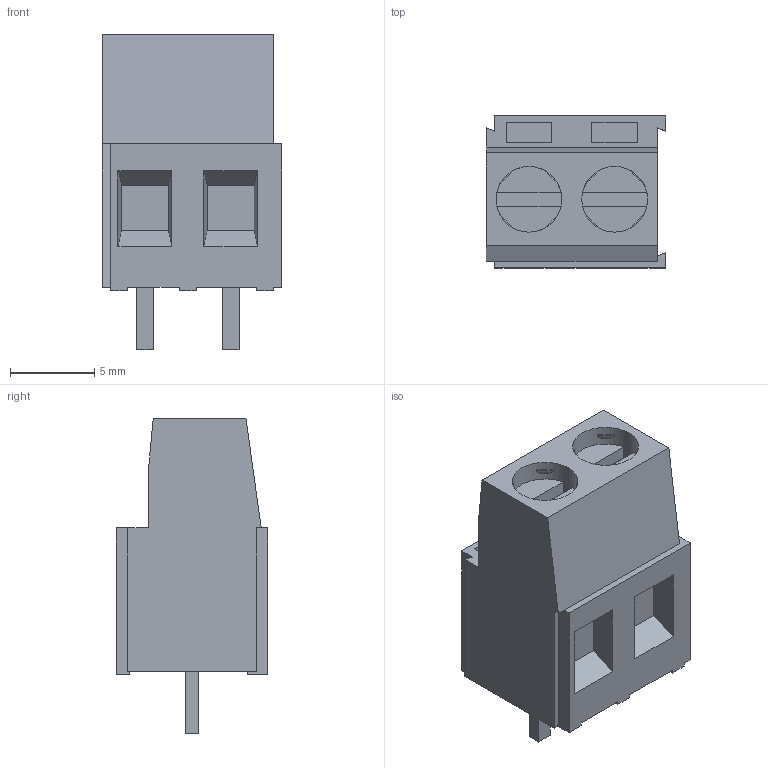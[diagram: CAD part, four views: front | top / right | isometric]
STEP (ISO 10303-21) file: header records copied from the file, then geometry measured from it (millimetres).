
FILE_DESCRIPTION((''),'2;1');
FILE_NAME('C-796949-2','2013-03-12T',('workeradm'),('Tyco Electronics Ltd.'),'PRO/ENGINEER BY PARAMETRIC TECHNOLOGY CORPORATION, 2010430','PRO/ENGINEER BY PARAMETRIC TECHNOLOGY CORPORATION, 2010430','');
FILE_SCHEMA(('AUTOMOTIVE_DESIGN { 1 0 10303 214 1 1 1 1 }'));
Length unit declared in the file: millimetre
Products named in the file (1): C-796949-2
Bounding box: 10.66 x 9 x 18.7 mm (x, y, z)
Volume: 1120.5 mm3; surface area: 856.7 mm2
Topology: 1 solids, 1 shells, 102 faces, 251 edges, 167 vertices
Faces by surface type: plane 90, bspline 8, cylinder 4
Entity records: 3484 total; most frequent: CARTESIAN_POINT 762, ORIENTED_EDGE 502, DIRECTION 463, EDGE_CURVE 251, VECTOR 211, LINE 211, VERTEX_POINT 167, AXIS2_PLACEMENT_3D 126
